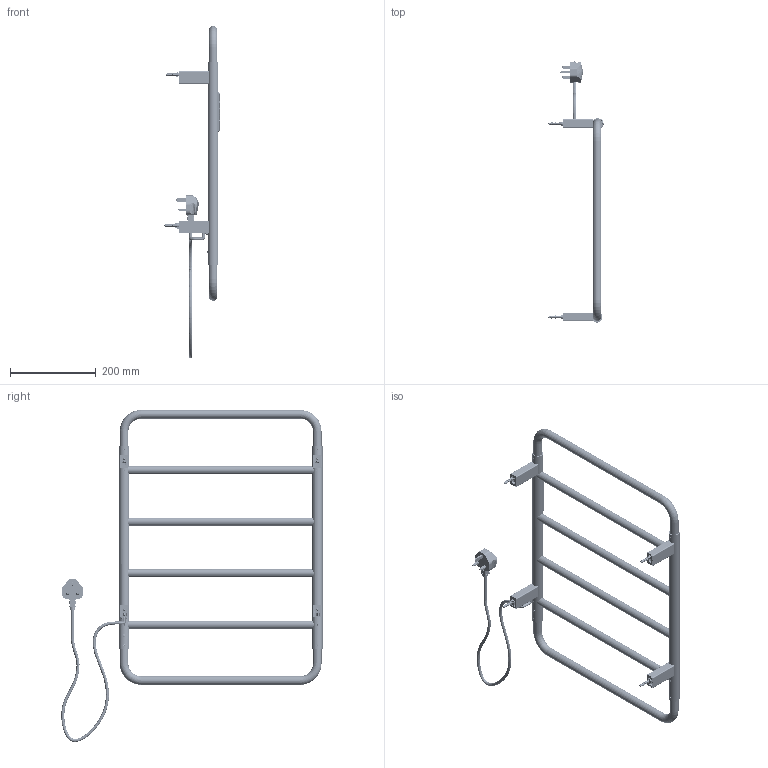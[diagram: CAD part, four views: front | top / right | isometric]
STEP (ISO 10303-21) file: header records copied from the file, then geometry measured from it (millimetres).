
FILE_DESCRIPTION((''),'2;1');
FILE_NAME('AL201_ASM','2023-12-23T15:21:53',('Administrator'),(''),'CREO PARAMETRIC BY PTC INC, 2023294','CREO PARAMETRIC BY PTC INC, 2023294','');
FILE_SCHEMA(('CONFIG_CONTROL_DESIGN'));
Products named in the file (34): AL7823121300; AL7823111300; 7820191300; 7820181300; 7823172300; A201-1100; A201-1211; E_02-1; EEE_02-02; E_03; EEE_03-03; A-A-2100_ASM; M2_5-GB-T2674; A1008; M4-D; M5X4_GB-T77-2000; M5X240001; 7820131300; 7820132900; 7820130300_ASM; 7820133900; 7821033900-1; 7820151300; 7821032900; 7820150300_ASM; YG-CT; E_108; E-3500_ASM; M4X30_GB_Z; M4X30_GB1003; M5X10_GB-T77-2000; M5X15; 7820198900; AL201_ASM
Assembly tree (58 placements, depth 3):
  AL201_ASM
    AL7823121300
    AL7823111300
    7820191300  x4
    7820181300  x2
    7823172300  x4
    A-A-2100_ASM
      A201-1100
      A201-1211
      E_02-1
      EEE_02-02
      E_03
      EEE_03-03
    M2_5-GB-T2674  x2
    A1008
    M4-D
    M5X4_GB-T77-2000  x4
    M5X240001  x4
    7820130300_ASM  x3
      7820131300
      7820132900
    7820133900  x2
    7821033900-1
    7820150300_ASM
      7820151300
      7821032900
      7821033900-1
    E-3500_ASM
      YG-CT
      E_108
    M4X30_GB_Z  x4
    M4X30_GB1003  x4
    M5X10_GB-T77-2000
    M5X15
    7820198900  x2
Bounding box: 128.74 x 608.43 x 773.19 mm (x, y, z)
Volume: 403865.1 mm3; surface area: 667965.7 mm2
Topology: 61 solids, 61 shells, 3875 faces, 10189 edges, 6381 vertices
Faces by surface type: cylinder 1584, plane 1348, bspline 487, sphere 214, cone 117, torus 107, extrusion 18
Entity records: 110812 total; most frequent: CARTESIAN_POINT 65501, ORIENTED_EDGE 9998, DIRECTION 8053, EDGE_CURVE 4999, VERTEX_POINT 3209, AXIS2_PLACEMENT_3D 2727, VECTOR 2599, LINE 2581
